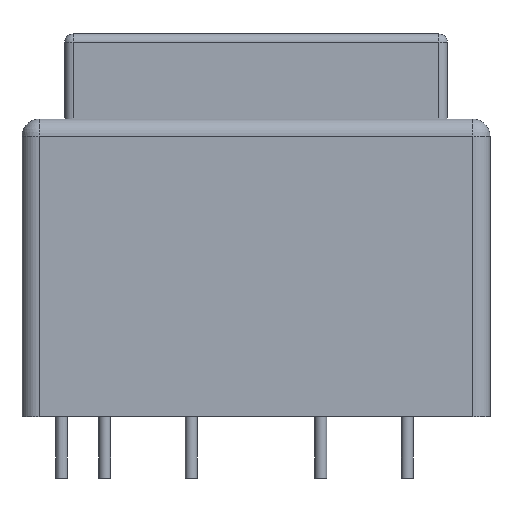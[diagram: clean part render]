
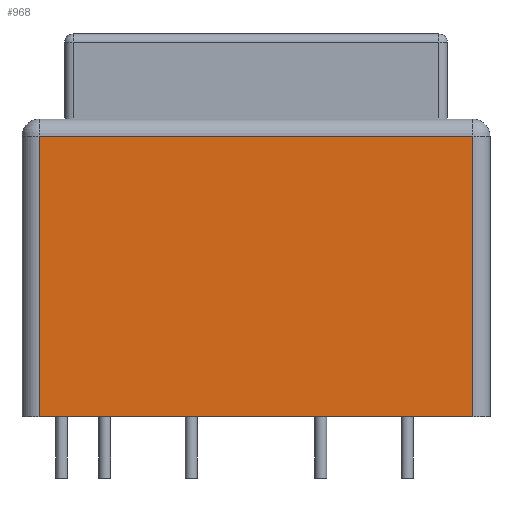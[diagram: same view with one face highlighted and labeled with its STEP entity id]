
A CAD part, front view. The second image highlights one B-rep face of the part: STEP entity #968.
In plain terms, the highlighted planar face has unit normal (0, -1, 0).
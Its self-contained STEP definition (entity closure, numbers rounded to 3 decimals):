
#580=CARTESIAN_POINT('',(12.75,-11.5,16.5));
#581=VERTEX_POINT('',#580);
#639=CARTESIAN_POINT('',(-12.75,-11.5,16.5));
#640=VERTEX_POINT('',#639);
#698=CARTESIAN_POINT('',(-12.75,-11.5,0.0));
#699=VERTEX_POINT('',#698);
#707=CARTESIAN_POINT('',(-12.75,-11.5,0.0));
#708=DIRECTION('',(0.0,0.0,1.0));
#709=VECTOR('',#708,16.5);
#710=LINE('',#707,#709);
#711=EDGE_CURVE('',#699,#640,#710,.T.);
#729=CARTESIAN_POINT('',(-12.75,-11.5,16.5));
#730=DIRECTION('',(1.0,0.0,0.0));
#731=VECTOR('',#730,25.5);
#732=LINE('',#729,#731);
#733=EDGE_CURVE('',#640,#581,#732,.T.);
#804=CARTESIAN_POINT('',(12.75,-11.5,0.0));
#805=VERTEX_POINT('',#804);
#822=CARTESIAN_POINT('',(12.75,-11.5,16.5));
#823=DIRECTION('',(0.0,0.0,-1.0));
#824=VECTOR('',#823,16.5);
#825=LINE('',#822,#824);
#826=EDGE_CURVE('',#581,#805,#825,.T.);
#929=CARTESIAN_POINT('',(12.75,-11.5,0.0));
#930=DIRECTION('',(-1.0,0.0,0.0));
#931=VECTOR('',#930,25.5);
#932=LINE('',#929,#931);
#933=EDGE_CURVE('',#805,#699,#932,.T.);
#957=CARTESIAN_POINT('',(13.75,-11.5,0.0));
#958=DIRECTION('',(0.0,-1.0,0.0));
#959=DIRECTION('',(0.0,0.0,-1.0));
#960=AXIS2_PLACEMENT_3D('',#957,#958,#959);
#961=PLANE('',#960);
#962=ORIENTED_EDGE('',*,*,#711,.F.);
#963=ORIENTED_EDGE('',*,*,#933,.F.);
#964=ORIENTED_EDGE('',*,*,#826,.F.);
#965=ORIENTED_EDGE('',*,*,#733,.F.);
#966=EDGE_LOOP('',(#962,#963,#964,#965));
#967=FACE_OUTER_BOUND('',#966,.T.);
#968=ADVANCED_FACE('',(#967),#961,.T.);
